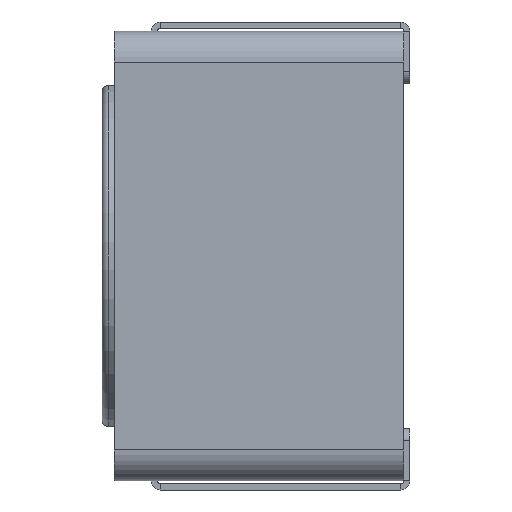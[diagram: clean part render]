
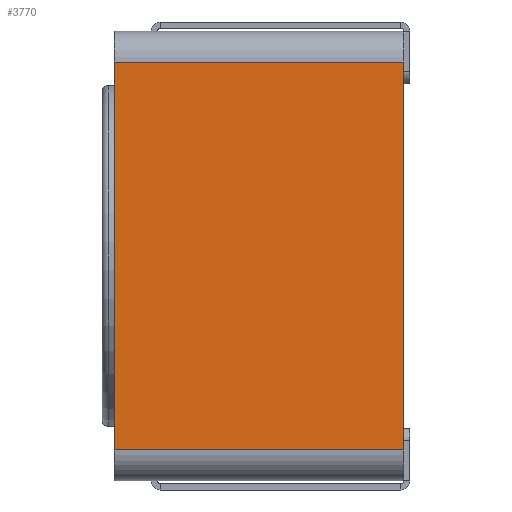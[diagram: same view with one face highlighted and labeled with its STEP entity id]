
A CAD part, left-side view. The second image highlights one B-rep face of the part: STEP entity #3770.
In plain terms, the highlighted planar face has unit normal (-1, 0, 0).
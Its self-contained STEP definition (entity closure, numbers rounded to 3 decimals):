
#99 = EDGE_CURVE ( 'NONE', #2304, #3631, #3504, .T. ) ;
#199 = DIRECTION ( 'NONE',  ( 0., 0., 1. ) ) ;
#355 = EDGE_CURVE ( 'NONE', #3631, #1904, #832, .T. ) ;
#533 = VECTOR ( 'NONE', #199, 1000. ) ;
#536 = CARTESIAN_POINT ( 'NONE',  ( -3.8, 4.8, -3.15 ) ) ;
#653 = CARTESIAN_POINT ( 'NONE',  ( -3.8, 0.1, -3.65 ) ) ;
#832 = LINE ( 'NONE', #2452, #2954 ) ;
#879 = ORIENTED_EDGE ( 'NONE', *, *, #355, .T. ) ;
#988 = DIRECTION ( 'NONE',  ( 0., 0., 1. ) ) ;
#1186 = DIRECTION ( 'NONE',  ( 0., 0., -1. ) ) ;
#1308 = AXIS2_PLACEMENT_3D ( 'NONE', #3055, #2726, #1186 ) ;
#1400 = EDGE_CURVE ( 'NONE', #2093, #1904, #2461, .T. ) ;
#1539 = LINE ( 'NONE', #1606, #3862 ) ;
#1606 = CARTESIAN_POINT ( 'NONE',  ( -3.8, 5., -3.15 ) ) ;
#1904 = VERTEX_POINT ( 'NONE', #2402 ) ;
#2093 = VERTEX_POINT ( 'NONE', #2862 ) ;
#2180 = EDGE_CURVE ( 'NONE', #2093, #2304, #1539, .T. ) ;
#2304 = VERTEX_POINT ( 'NONE', #3787 ) ;
#2343 = EDGE_LOOP ( 'NONE', ( #2579, #3015, #2502, #879 ) ) ;
#2402 = CARTESIAN_POINT ( 'NONE',  ( -3.8, 4.8, 3.15 ) ) ;
#2452 = CARTESIAN_POINT ( 'NONE',  ( -3.8, 5., 3.15 ) ) ;
#2461 = LINE ( 'NONE', #536, #533 ) ;
#2476 = DIRECTION ( 'NONE',  ( 0., 1., 0. ) ) ;
#2502 = ORIENTED_EDGE ( 'NONE', *, *, #99, .T. ) ;
#2579 = ORIENTED_EDGE ( 'NONE', *, *, #1400, .F. ) ;
#2726 = DIRECTION ( 'NONE',  ( 1., 0., 0. ) ) ;
#2862 = CARTESIAN_POINT ( 'NONE',  ( -3.8, 4.8, -3.15 ) ) ;
#2954 = VECTOR ( 'NONE', #2476, 1000. ) ;
#3015 = ORIENTED_EDGE ( 'NONE', *, *, #2180, .T. ) ;
#3031 = PLANE ( 'NONE',  #1308 ) ;
#3055 = CARTESIAN_POINT ( 'NONE',  ( -3.8, 5., -3.65 ) ) ;
#3128 = VECTOR ( 'NONE', #988, 1000. ) ;
#3214 = FACE_OUTER_BOUND ( 'NONE', #2343, .T. ) ;
#3502 = CARTESIAN_POINT ( 'NONE',  ( -3.8, 0.1, 3.15 ) ) ;
#3504 = LINE ( 'NONE', #653, #3128 ) ;
#3631 = VERTEX_POINT ( 'NONE', #3502 ) ;
#3712 = DIRECTION ( 'NONE',  ( 0., -1., 0. ) ) ;
#3770 = ADVANCED_FACE ( 'NONE', ( #3214 ), #3031, .F. ) ;
#3787 = CARTESIAN_POINT ( 'NONE',  ( -3.8, 0.1, -3.15 ) ) ;
#3862 = VECTOR ( 'NONE', #3712, 1000. ) ;
